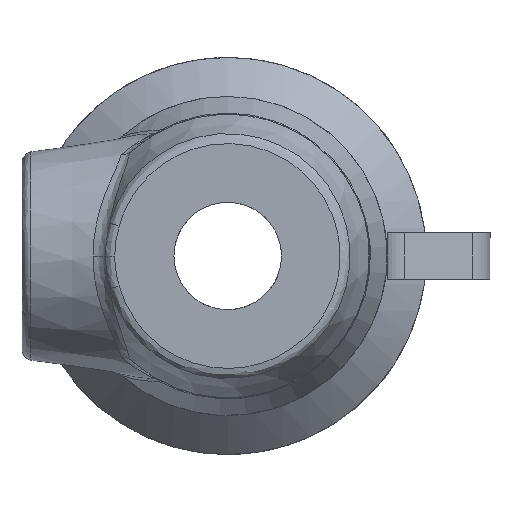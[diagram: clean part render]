
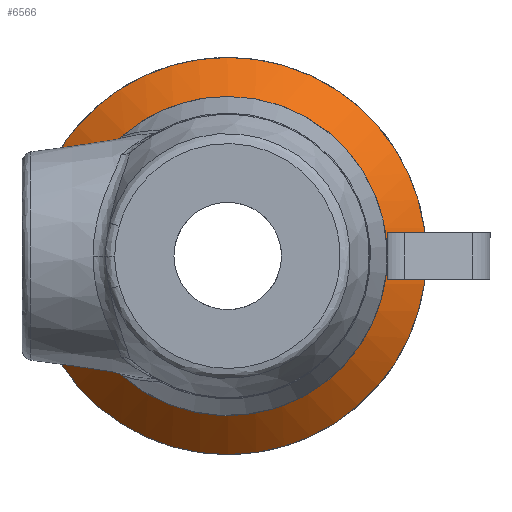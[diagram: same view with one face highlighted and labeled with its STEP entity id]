
A CAD part, left-side view. The second image highlights one B-rep face of the part: STEP entity #6566.
In plain terms, the highlighted conical face has half-angle 45 degrees and reference radius 56.066 mm.
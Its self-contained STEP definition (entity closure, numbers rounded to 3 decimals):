
#604 = CARTESIAN_POINT ( 'NONE',  ( 64.215, -53.14, 18.044 ) ) ;
#684 = CARTESIAN_POINT ( 'NONE',  ( 64.215, 18.044, 53.14 ) ) ;
#756 = CARTESIAN_POINT ( 'NONE',  ( 64.215, -37.006, 42.19 ) ) ;
#834 = CARTESIAN_POINT ( 'NONE',  ( 64.215, 14.52, 54.209 ) ) ;
#1491 = CARTESIAN_POINT ( 'NONE',  ( 64.215, 42.19, -37.006 ) ) ;
#1574 = CARTESIAN_POINT ( 'NONE',  ( 64.215, 50.335, -24.816 ) ) ;
#1662 = CARTESIAN_POINT ( 'NONE',  ( 64.215, 34.159, -44.526 ) ) ;
#1746 = CARTESIAN_POINT ( 'NONE',  ( 64.215, -55.639, -7.33 ) ) ;
#2374 = CARTESIAN_POINT ( 'NONE',  ( 64.215, -34.159, 44.526 ) ) ;
#2453 = CARTESIAN_POINT ( 'NONE',  ( 64.215, 37.006, 42.19 ) ) ;
#2675 = CARTESIAN_POINT ( 'NONE',  ( 64.215, 48.599, 28.064 ) ) ;
#2720 = CIRCLE ( 'NONE', #6668, 45. ) ;
#2816 = CARTESIAN_POINT ( 'NONE',  ( 53.215, 0., 45. ) ) ;
#2849 = CARTESIAN_POINT ( 'NONE',  ( 64.215, 56., 0. ) ) ;
#3312 = CARTESIAN_POINT ( 'NONE',  ( 64.215, 14.52, -54.209 ) ) ;
#3387 = CARTESIAN_POINT ( 'NONE',  ( 64.215, -34.159, -44.526 ) ) ;
#3442 = AXIS2_PLACEMENT_3D ( 'NONE', #12492, #8849, #10600 ) ;
#3472 = CARTESIAN_POINT ( 'NONE',  ( 64.215, -28.064, -48.599 ) ) ;
#4165 = CARTESIAN_POINT ( 'NONE',  ( 64.215, 7.33, 55.639 ) ) ;
#4239 = CARTESIAN_POINT ( 'NONE',  ( 64.215, -48.599, 28.064 ) ) ;
#4474 = CARTESIAN_POINT ( 'NONE',  ( 64.215, 53.14, 18.044 ) ) ;
#5037 = EDGE_LOOP ( 'NONE', ( #7622 ) ) ;
#5113 = CARTESIAN_POINT ( 'NONE',  ( 64.215, -24.816, -50.335 ) ) ;
#5309 = DIRECTION ( 'NONE',  ( 0., 0., 1. ) ) ;
#5971 = CARTESIAN_POINT ( 'NONE',  ( 64.215, 28.064, 48.599 ) ) ;
#6045 = CARTESIAN_POINT ( 'NONE',  ( 64.215, 44.526, 34.159 ) ) ;
#6191 = CARTESIAN_POINT ( 'NONE',  ( 64.215, -14.52, 54.209 ) ) ;
#6202 = VERTEX_POINT ( 'NONE', #16188 ) ;
#6566 = ADVANCED_FACE ( 'NONE', ( #20376, #15767 ), #19787, .F. ) ;
#6668 = AXIS2_PLACEMENT_3D ( 'NONE', #10778, #16154, #5309 ) ;
#6762 = EDGE_CURVE ( 'NONE', #23141, #6202, #14437, .T. ) ;
#6924 = CARTESIAN_POINT ( 'NONE',  ( 64.215, -54.209, -14.52 ) ) ;
#7622 = ORIENTED_EDGE ( 'NONE', *, *, #21389, .T. ) ;
#7724 = CARTESIAN_POINT ( 'NONE',  ( 64.215, 56., 3.665 ) ) ;
#8258 = EDGE_LOOP ( 'NONE', ( #13212, #16301 ) ) ;
#8669 = CARTESIAN_POINT ( 'NONE',  ( 64.215, -56., 0. ) ) ;
#8849 = DIRECTION ( 'NONE',  ( 1., 0., 0. ) ) ;
#8921 = CARTESIAN_POINT ( 'NONE',  ( 64.215, 48.599, -28.064 ) ) ;
#9717 = CARTESIAN_POINT ( 'NONE',  ( 64.215, -54.209, 14.52 ) ) ;
#9795 = CARTESIAN_POINT ( 'NONE',  ( 64.215, -55.639, 7.33 ) ) ;
#9866 = CARTESIAN_POINT ( 'NONE',  ( 64.215, -3.665, 56. ) ) ;
#10435 = CARTESIAN_POINT ( 'NONE',  ( 64.215, 55.639, -7.33 ) ) ;
#10512 = CARTESIAN_POINT ( 'NONE',  ( 64.215, -18.044, -53.14 ) ) ;
#10600 = DIRECTION ( 'NONE',  ( 0., 0., -1. ) ) ;
#10666 = CARTESIAN_POINT ( 'NONE',  ( 64.215, -42.19, -37.006 ) ) ;
#10750 = CARTESIAN_POINT ( 'NONE',  ( 64.215, 37.006, -42.19 ) ) ;
#10778 = CARTESIAN_POINT ( 'NONE',  ( 53.215, 0., 0. ) ) ;
#11530 = CARTESIAN_POINT ( 'NONE',  ( 64.215, -44.526, 34.159 ) ) ;
#12325 = CARTESIAN_POINT ( 'NONE',  ( 64.215, 53.14, -18.044 ) ) ;
#12492 = CARTESIAN_POINT ( 'NONE',  ( 64.281, 0., 0. ) ) ;
#12565 = CARTESIAN_POINT ( 'NONE',  ( 64.215, -53.14, -18.044 ) ) ;
#13189 = CARTESIAN_POINT ( 'NONE',  ( 64.215, 3.665, 56. ) ) ;
#13212 = ORIENTED_EDGE ( 'NONE', *, *, #6762, .F. ) ;
#13347 = CARTESIAN_POINT ( 'NONE',  ( 64.215, 34.159, 44.526 ) ) ;
#13421 = CARTESIAN_POINT ( 'NONE',  ( 64.215, 24.816, 50.335 ) ) ;
#13493 = CARTESIAN_POINT ( 'NONE',  ( 64.215, 42.19, 37.006 ) ) ;
#14137 = CARTESIAN_POINT ( 'NONE',  ( 64.215, 24.816, -50.335 ) ) ;
#14222 = CARTESIAN_POINT ( 'NONE',  ( 64.215, 7.33, -55.639 ) ) ;
#14297 = CARTESIAN_POINT ( 'NONE',  ( 64.215, -7.33, -55.639 ) ) ;
#14379 = CARTESIAN_POINT ( 'NONE',  ( 64.215, -44.526, -34.159 ) ) ;
#14437 = B_SPLINE_CURVE_WITH_KNOTS ( 'NONE', 3,
 ( #22442, #18859, #9795, #9717, #604, #22518, #4239, #11530, #15227, #756, #2374, #15312, #17159, #16924, #6191, #20765, #9866, #13189, #4165, #834, #684, #13421, #5971, #13347, #2453, #13493, #6045, #2675, #16848, #4474, #18706, #18624, #7724, #20456 ),
 .UNSPECIFIED., .F., .F.,
 ( 4, 2, 2, 2, 2, 2, 2, 2, 2, 2, 2, 2, 2, 2, 2, 2, 4 ),
 ( 0., 0.063, 0.125, 0.188, 0.25, 0.313, 0.375, 0.438, 0.5, 0.563, 0.625, 0.688, 0.75, 0.813, 0.875, 0.938, 1. ),
 .UNSPECIFIED. ) ;
#15227 = CARTESIAN_POINT ( 'NONE',  ( 64.215, -42.19, 37.006 ) ) ;
#15312 = CARTESIAN_POINT ( 'NONE',  ( 64.215, -28.064, 48.599 ) ) ;
#15767 = FACE_BOUND ( 'NONE', #5037, .T. ) ;
#15797 = CARTESIAN_POINT ( 'NONE',  ( 64.215, -3.665, -56. ) ) ;
#15885 = CARTESIAN_POINT ( 'NONE',  ( 64.215, -48.599, -28.064 ) ) ;
#15964 = CARTESIAN_POINT ( 'NONE',  ( 64.215, 28.064, -48.599 ) ) ;
#16125 = CARTESIAN_POINT ( 'NONE',  ( 64.215, -56., -3.665 ) ) ;
#16154 = DIRECTION ( 'NONE',  ( -1., 0., 0. ) ) ;
#16188 = CARTESIAN_POINT ( 'NONE',  ( 64.215, 56., 0. ) ) ;
#16301 = ORIENTED_EDGE ( 'NONE', *, *, #21681, .F. ) ;
#16848 = CARTESIAN_POINT ( 'NONE',  ( 64.215, 50.335, 24.816 ) ) ;
#16924 = CARTESIAN_POINT ( 'NONE',  ( 64.215, -18.044, 53.14 ) ) ;
#17159 = CARTESIAN_POINT ( 'NONE',  ( 64.215, -24.816, 50.335 ) ) ;
#17832 = CARTESIAN_POINT ( 'NONE',  ( 64.215, -50.335, -24.816 ) ) ;
#18624 = CARTESIAN_POINT ( 'NONE',  ( 64.215, 55.639, 7.33 ) ) ;
#18706 = CARTESIAN_POINT ( 'NONE',  ( 64.215, 54.209, 14.52 ) ) ;
#18859 = CARTESIAN_POINT ( 'NONE',  ( 64.215, -56., 3.665 ) ) ;
#19585 = CARTESIAN_POINT ( 'NONE',  ( 64.215, 18.044, -53.14 ) ) ;
#19656 = CARTESIAN_POINT ( 'NONE',  ( 64.215, -37.006, -42.19 ) ) ;
#19672 = B_SPLINE_CURVE_WITH_KNOTS ( 'NONE', 3,
 ( #2849, #22869, #10435, #23170, #12325, #1574, #8921, #21664, #1491, #10750, #1662, #15964, #14137, #19585, #3312, #14222, #23487, #15797, #14297, #23330, #10512, #5113, #3472, #3387, #19656, #10666, #14379, #15885, #17832, #12565, #6924, #1746, #16125, #8669 ),
 .UNSPECIFIED., .F., .F.,
 ( 4, 2, 2, 2, 2, 2, 2, 2, 2, 2, 2, 2, 2, 2, 2, 2, 4 ),
 ( 0., 0.062, 0.125, 0.187, 0.25, 0.312, 0.375, 0.437, 0.5, 0.562, 0.625, 0.687, 0.75, 0.812, 0.875, 0.937, 1. ),
 .UNSPECIFIED. ) ;
#19787 = CONICAL_SURFACE ( 'NONE', #3442, 56.066, 0.785 ) ;
#20376 = FACE_OUTER_BOUND ( 'NONE', #8258, .T. ) ;
#20456 = CARTESIAN_POINT ( 'NONE',  ( 64.215, 56., 0. ) ) ;
#20765 = CARTESIAN_POINT ( 'NONE',  ( 64.215, -7.33, 55.639 ) ) ;
#20985 = CARTESIAN_POINT ( 'NONE',  ( 64.215, -56., 0. ) ) ;
#21389 = EDGE_CURVE ( 'NONE', #21477, #21477, #2720, .T. ) ;
#21477 = VERTEX_POINT ( 'NONE', #2816 ) ;
#21664 = CARTESIAN_POINT ( 'NONE',  ( 64.215, 44.526, -34.159 ) ) ;
#21681 = EDGE_CURVE ( 'NONE', #6202, #23141, #19672, .T. ) ;
#22442 = CARTESIAN_POINT ( 'NONE',  ( 64.215, -56., 0. ) ) ;
#22518 = CARTESIAN_POINT ( 'NONE',  ( 64.215, -50.335, 24.816 ) ) ;
#22869 = CARTESIAN_POINT ( 'NONE',  ( 64.215, 56., -3.665 ) ) ;
#23141 = VERTEX_POINT ( 'NONE', #20985 ) ;
#23170 = CARTESIAN_POINT ( 'NONE',  ( 64.215, 54.209, -14.52 ) ) ;
#23330 = CARTESIAN_POINT ( 'NONE',  ( 64.215, -14.52, -54.209 ) ) ;
#23487 = CARTESIAN_POINT ( 'NONE',  ( 64.215, 3.665, -56. ) ) ;
